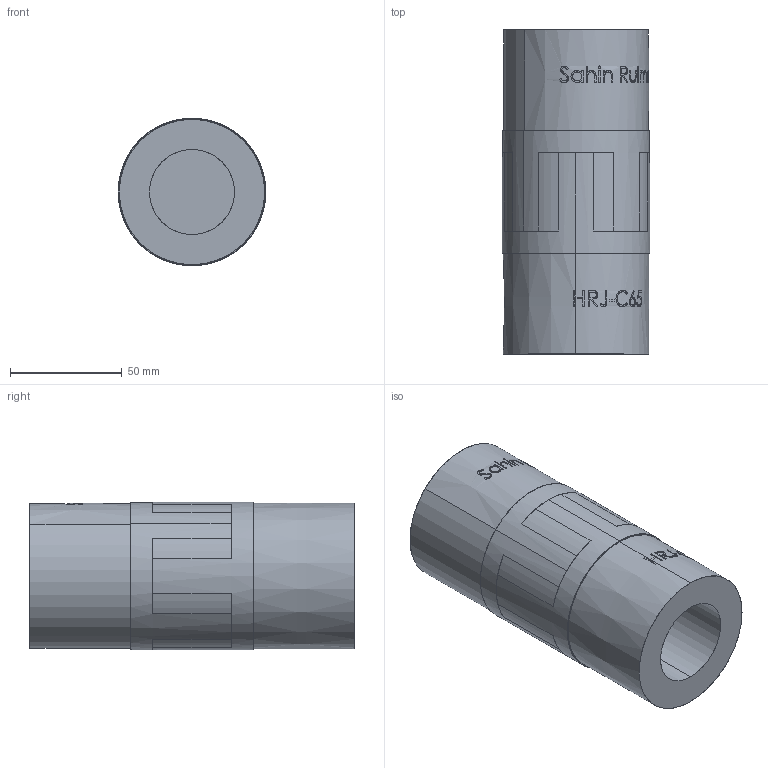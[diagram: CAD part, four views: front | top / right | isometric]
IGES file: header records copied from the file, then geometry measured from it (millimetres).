
Start section: SolidWorks IGES file using analytic representation for surfaces
Global section: file name: HRJ-C65.IGS; native system: SolidWorks 2012; preprocessor: SolidWorks 2012; author: Mheart; date: 120329.132841; units: millimetre
Bounding box: 66 x 145 x 66 mm (x, y, z)
Surface area: 56752.7 mm2 (no closed solid volume)
Topology: 0 solids, 0 shells, 58 faces, 3618 edges, 3618 vertices
Faces by surface type: revolution 44, bspline 14
